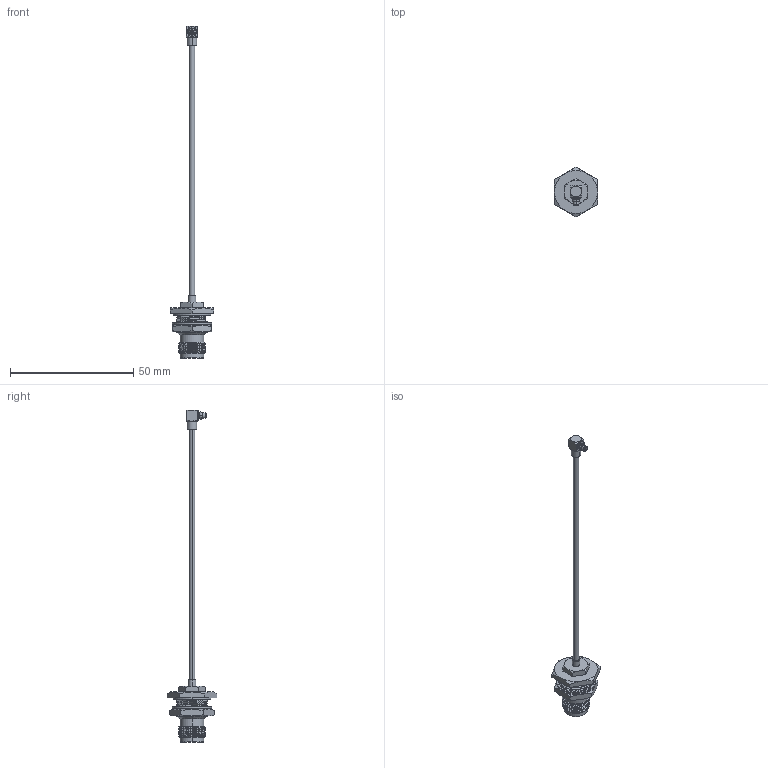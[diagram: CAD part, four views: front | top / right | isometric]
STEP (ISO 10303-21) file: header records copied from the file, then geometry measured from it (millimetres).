
FILE_DESCRIPTION (( 'STEP AP203' ), '1' );
FILE_NAME ('PE39478.step', '2019-10-07T14:00:21', ( '' ), ( '' ), 'SwSTEP 2.0', 'SolidWorks 2018', '' );
FILE_SCHEMA (( 'CONFIG_CONTROL_DESIGN' ));
Length unit declared in the file: inch
Products named in the file (4): Coax Cable_PE-SR405FL; PE39478; PE44699; PE44714
Assembly tree (3 placements, depth 2):
  PE39478
    Coax Cable_PE-SR405FL
    PE44699
    PE44714
Bounding box: 17.48 x 20.18 x 134.8 mm (x, y, z)
Volume: 2873.2 mm3; surface area: 4088.5 mm2
Topology: 8 solids, 8 shells, 324 faces, 851 edges, 562 vertices
Faces by surface type: cylinder 95, plane 84, bspline 76, cone 67, torus 2
Entity records: 24523 total; most frequent: CARTESIAN_POINT 17093, ORIENTED_EDGE 1702, DIRECTION 1155, EDGE_CURVE 851, VERTEX_POINT 562, AXIS2_PLACEMENT_3D 469, EDGE_LOOP 351, ADVANCED_FACE 324
